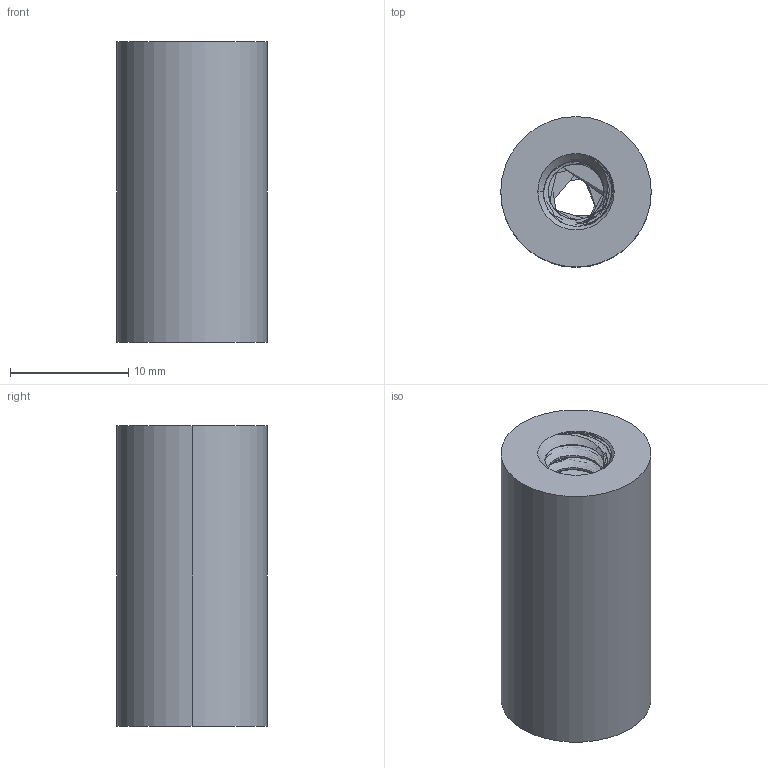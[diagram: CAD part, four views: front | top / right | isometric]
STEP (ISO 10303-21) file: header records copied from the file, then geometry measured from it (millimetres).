
FILE_DESCRIPTION (( 'STEP AP203' ), '1' );
FILE_NAME ('93330A652_Female Threaded Round Standoff.STEP', '2026-01-09T00:01:17', ( 'McMaster Carr Supply' ), ( 'McMaster Carr Supply' ), 'SwSTEP 2.0', 'SolidWorks 2024', '' );
FILE_SCHEMA (( 'CONFIG_CONTROL_DESIGN' ));
Length unit declared in the file: inch
Products named in the file (1): 93330A652_Female Threaded Round Standoff
Bounding box: 12.7 x 12.7 x 25.4 mm (x, y, z)
Volume: 2596.3 mm3; surface area: 1970.6 mm2
Topology: 1 solids, 1 shells, 53 faces, 153 edges, 102 vertices
Faces by surface type: cylinder 43, cone 5, bspline 3, plane 2
Entity records: 4969 total; most frequent: CARTESIAN_POINT 3766, ORIENTED_EDGE 306, DIRECTION 169, EDGE_CURVE 153, VERTEX_POINT 102, AXIS2_PLACEMENT_3D 61, EDGE_LOOP 55, ADVANCED_FACE 53
